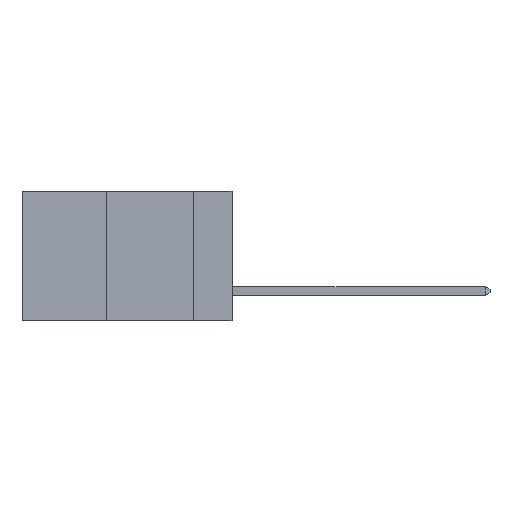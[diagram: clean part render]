
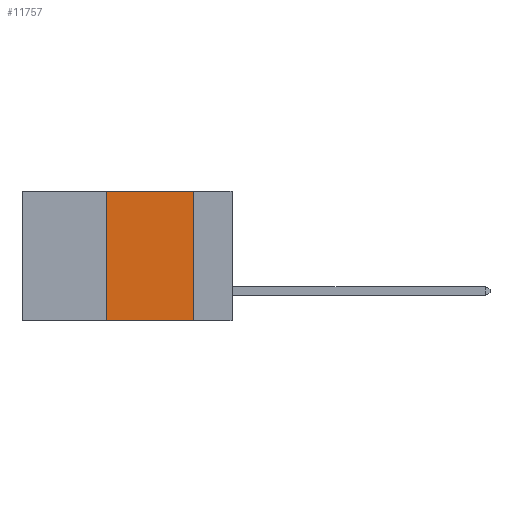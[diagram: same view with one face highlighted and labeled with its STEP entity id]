
A CAD part, left-side view. The second image highlights one B-rep face of the part: STEP entity #11757.
In plain terms, the highlighted planar face has unit normal (-1, 0, 0).
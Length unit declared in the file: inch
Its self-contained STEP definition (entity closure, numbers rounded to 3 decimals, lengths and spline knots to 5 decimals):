
#87 = EDGE_CURVE ( 'NONE', #10107, #5573, #15587, .T. ) ;
#269 = VECTOR ( 'NONE', #7088, 39.37008 ) ;
#829 = CARTESIAN_POINT ( 'NONE',  ( 0., 0.11, 0. ) ) ;
#1261 = DIRECTION ( 'NONE',  ( 1., 0., 0. ) ) ;
#1613 = ORIENTED_EDGE ( 'NONE', *, *, #7781, .F. ) ;
#2108 = VECTOR ( 'NONE', #12201, 39.37008 ) ;
#5018 = DIRECTION ( 'NONE',  ( 0., 0., 1. ) ) ;
#5248 = PLANE ( 'NONE',  #15742 ) ;
#5573 = VERTEX_POINT ( 'NONE', #9481 ) ;
#7088 = DIRECTION ( 'NONE',  ( 0., -1., 0. ) ) ;
#7115 = CARTESIAN_POINT ( 'NONE',  ( 0., 0.6, 0. ) ) ;
#7240 = CARTESIAN_POINT ( 'NONE',  ( 0., 0.36, -0.37 ) ) ;
#7781 = EDGE_CURVE ( 'NONE', #15432, #10107, #16953, .T. ) ;
#8764 = CARTESIAN_POINT ( 'NONE',  ( 0., 0.11, 0. ) ) ;
#8795 = ORIENTED_EDGE ( 'NONE', *, *, #16572, .F. ) ;
#9481 = CARTESIAN_POINT ( 'NONE',  ( 0., 0.11, -0.37 ) ) ;
#10107 = VERTEX_POINT ( 'NONE', #8764 ) ;
#10440 = CARTESIAN_POINT ( 'NONE',  ( 0., 0.36, 0. ) ) ;
#10526 = VECTOR ( 'NONE', #5018, 39.37008 ) ;
#10683 = CARTESIAN_POINT ( 'NONE',  ( 0., 0.6, 0. ) ) ;
#10735 = DIRECTION ( 'NONE',  ( 0., 0., -1. ) ) ;
#11063 = CARTESIAN_POINT ( 'NONE',  ( 0., 0.6, -0.37 ) ) ;
#11757 = ADVANCED_FACE ( 'NONE', ( #15224 ), #5248, .F. ) ;
#11995 = ORIENTED_EDGE ( 'NONE', *, *, #87, .F. ) ;
#12201 = DIRECTION ( 'NONE',  ( 0., 0., -1. ) ) ;
#13088 = EDGE_CURVE ( 'NONE', #14400, #5573, #14595, .T. ) ;
#13111 = VECTOR ( 'NONE', #15168, 39.37008 ) ;
#13676 = LINE ( 'NONE', #14502, #10526 ) ;
#14400 = VERTEX_POINT ( 'NONE', #7240 ) ;
#14502 = CARTESIAN_POINT ( 'NONE',  ( 0., 0.36, 0. ) ) ;
#14595 = LINE ( 'NONE', #11063, #269 ) ;
#15168 = DIRECTION ( 'NONE',  ( 0., -1., 0. ) ) ;
#15224 = FACE_OUTER_BOUND ( 'NONE', #15418, .T. ) ;
#15418 = EDGE_LOOP ( 'NONE', ( #11995, #1613, #8795, #17243 ) ) ;
#15432 = VERTEX_POINT ( 'NONE', #10440 ) ;
#15587 = LINE ( 'NONE', #829, #2108 ) ;
#15742 = AXIS2_PLACEMENT_3D ( 'NONE', #10683, #1261, #10735 ) ;
#16572 = EDGE_CURVE ( 'NONE', #14400, #15432, #13676, .T. ) ;
#16953 = LINE ( 'NONE', #7115, #13111 ) ;
#17243 = ORIENTED_EDGE ( 'NONE', *, *, #13088, .T. ) ;
